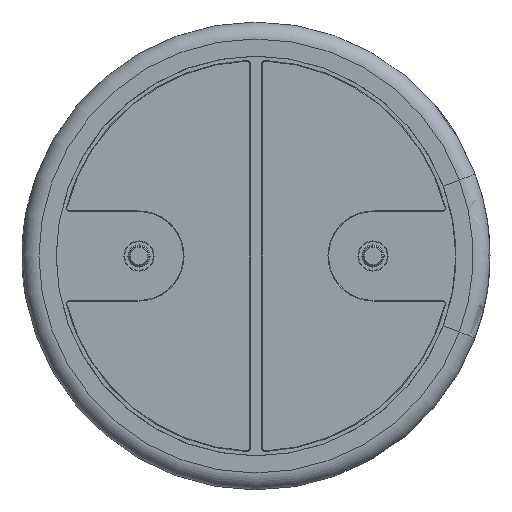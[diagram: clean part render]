
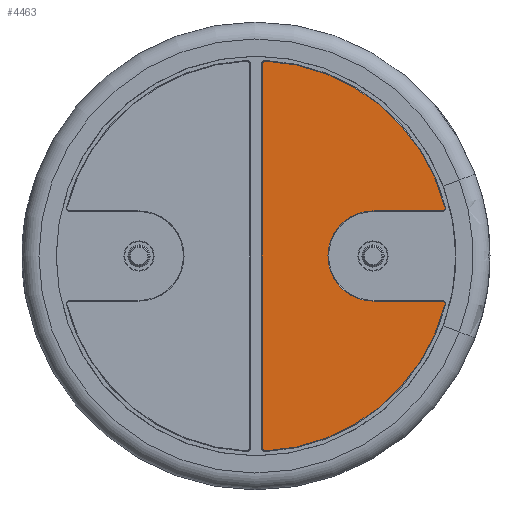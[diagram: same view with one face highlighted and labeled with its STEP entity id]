
A CAD part, front view. The second image highlights one B-rep face of the part: STEP entity #4463.
In plain terms, the highlighted planar face has unit normal (0, -1, 0).
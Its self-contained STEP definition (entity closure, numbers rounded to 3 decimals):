
#20=PLANE('',#4812);
#239=FACE_OUTER_BOUND('',#460,.T.);
#460=EDGE_LOOP('',(#3645,#3646,#3647,#3648,#3649,#3650,#3651,#3652,#3653,
#3654));
#683=CIRCLE('',#4777,0.082);
#686=CIRCLE('',#4782,0.082);
#689=CIRCLE('',#4786,5.422);
#692=CIRCLE('',#4790,0.082);
#696=CIRCLE('',#4796,1.251);
#700=CIRCLE('',#4802,0.082);
#702=CIRCLE('',#4805,5.422);
#901=LINE('',#9036,#1092);
#903=LINE('',#9060,#1094);
#905=LINE('',#9072,#1096);
#1092=VECTOR('',#5517,10.);
#1094=VECTOR('',#5547,10.);
#1096=VECTOR('',#5561,10.);
#1884=VERTEX_POINT('',#9024);
#1887=VERTEX_POINT('',#9029);
#1889=VERTEX_POINT('',#9034);
#1891=VERTEX_POINT('',#9040);
#1893=VERTEX_POINT('',#9046);
#1895=VERTEX_POINT('',#9052);
#1897=VERTEX_POINT('',#9058);
#1899=VERTEX_POINT('',#9064);
#1901=VERTEX_POINT('',#9070);
#1903=VERTEX_POINT('',#9076);
#2482=EDGE_CURVE('',#1887,#1884,#683,.T.);
#2484=EDGE_CURVE('',#1889,#1887,#901,.T.);
#2487=EDGE_CURVE('',#1891,#1889,#686,.T.);
#2490=EDGE_CURVE('',#1893,#1891,#689,.T.);
#2493=EDGE_CURVE('',#1895,#1893,#692,.T.);
#2496=EDGE_CURVE('',#1897,#1895,#903,.T.);
#2499=EDGE_CURVE('',#1899,#1897,#696,.T.);
#2502=EDGE_CURVE('',#1901,#1899,#905,.T.);
#2505=EDGE_CURVE('',#1903,#1901,#700,.T.);
#2507=EDGE_CURVE('',#1884,#1903,#702,.T.);
#3645=ORIENTED_EDGE('',*,*,#2482,.F.);
#3646=ORIENTED_EDGE('',*,*,#2484,.F.);
#3647=ORIENTED_EDGE('',*,*,#2487,.F.);
#3648=ORIENTED_EDGE('',*,*,#2490,.F.);
#3649=ORIENTED_EDGE('',*,*,#2493,.F.);
#3650=ORIENTED_EDGE('',*,*,#2496,.F.);
#3651=ORIENTED_EDGE('',*,*,#2499,.F.);
#3652=ORIENTED_EDGE('',*,*,#2502,.F.);
#3653=ORIENTED_EDGE('',*,*,#2505,.F.);
#3654=ORIENTED_EDGE('',*,*,#2507,.F.);
#4463=ADVANCED_FACE('',(#239),#20,.F.);
#4777=AXIS2_PLACEMENT_3D('',#9031,#5511,#5512);
#4782=AXIS2_PLACEMENT_3D('',#9042,#5523,#5524);
#4786=AXIS2_PLACEMENT_3D('',#9048,#5531,#5532);
#4790=AXIS2_PLACEMENT_3D('',#9054,#5539,#5540);
#4796=AXIS2_PLACEMENT_3D('',#9066,#5553,#5554);
#4802=AXIS2_PLACEMENT_3D('',#9078,#5567,#5568);
#4805=AXIS2_PLACEMENT_3D('',#9081,#5573,#5574);
#4812=AXIS2_PLACEMENT_3D('',#9094,#5593,#5594);
#5511=DIRECTION('center_axis',(0.,1.,0.));
#5512=DIRECTION('ref_axis',(-0.69,0.,0.724));
#5517=DIRECTION('',(0.,0.,1.));
#5523=DIRECTION('center_axis',(0.,1.,0.));
#5524=DIRECTION('ref_axis',(-0.69,0.,-0.724));
#5531=DIRECTION('center_axis',(0.,1.,0.));
#5532=DIRECTION('ref_axis',(0.632,0.,-0.775));
#5539=DIRECTION('center_axis',(0.,1.,0.));
#5540=DIRECTION('ref_axis',(0.79,0.,0.612));
#5547=DIRECTION('',(1.,0.,0.));
#5553=DIRECTION('center_axis',(0.,-1.,0.));
#5554=DIRECTION('ref_axis',(-1.,0.,0.));
#5561=DIRECTION('',(-1.,0.,0.));
#5567=DIRECTION('center_axis',(0.,1.,0.));
#5568=DIRECTION('ref_axis',(0.79,0.,-0.612));
#5573=DIRECTION('center_axis',(0.,1.,0.));
#5574=DIRECTION('ref_axis',(0.632,0.,0.775));
#5593=DIRECTION('center_axis',(0.,1.,0.));
#5594=DIRECTION('ref_axis',(0.,0.,1.));
#9024=CARTESIAN_POINT('',(0.264,-0.09,5.416));
#9029=CARTESIAN_POINT('',(0.178,-0.09,5.334));
#9031=CARTESIAN_POINT('Origin',(0.26,-0.09,5.334));
#9034=CARTESIAN_POINT('',(0.178,-0.09,-5.334));
#9036=CARTESIAN_POINT('',(0.178,-0.09,2.667));
#9040=CARTESIAN_POINT('',(0.264,-0.09,-5.416));
#9042=CARTESIAN_POINT('Origin',(0.26,-0.09,-5.334));
#9046=CARTESIAN_POINT('',(5.25,-0.09,-1.354));
#9048=CARTESIAN_POINT('Origin',(0.,-0.09,0.));
#9052=CARTESIAN_POINT('',(5.171,-0.09,-1.251));
#9054=CARTESIAN_POINT('Origin',(5.171,-0.09,-1.333));
#9058=CARTESIAN_POINT('',(3.25,-0.09,-1.251));
#9060=CARTESIAN_POINT('',(3.943,-0.09,-1.251));
#9064=CARTESIAN_POINT('',(3.25,-0.09,1.251));
#9066=CARTESIAN_POINT('Origin',(3.25,-0.09,0.));
#9070=CARTESIAN_POINT('',(5.171,-0.09,1.251));
#9072=CARTESIAN_POINT('',(2.983,-0.09,1.251));
#9076=CARTESIAN_POINT('',(5.25,-0.09,1.354));
#9078=CARTESIAN_POINT('Origin',(5.171,-0.09,1.333));
#9081=CARTESIAN_POINT('Origin',(0.,-0.09,0.));
#9094=CARTESIAN_POINT('Origin',(2.715,-0.09,0.));
